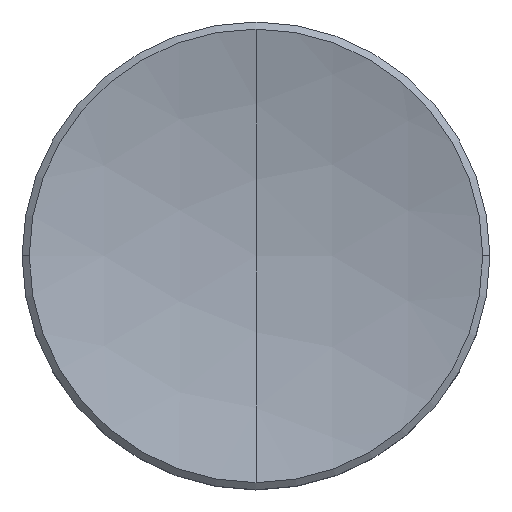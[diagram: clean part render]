
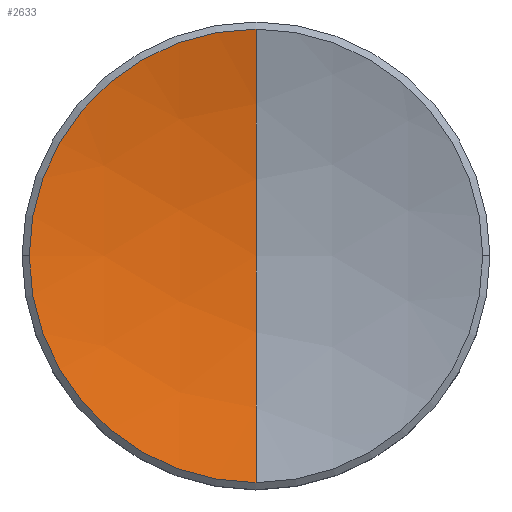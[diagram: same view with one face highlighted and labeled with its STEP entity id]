
A CAD part, top view. The second image highlights one B-rep face of the part: STEP entity #2633.
In plain terms, the highlighted spherical face has radius 24 mm.
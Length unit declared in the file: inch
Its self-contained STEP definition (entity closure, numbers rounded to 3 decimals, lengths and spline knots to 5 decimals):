
#2411 = EDGE_CURVE ( 'NONE', #2688, #2434, #16653, .T. ) ;
#2412 = ORIENTED_EDGE ( 'NONE', *, *, #2445, .F. ) ;
#2434 = VERTEX_POINT ( 'NONE', #16815 ) ;
#2435 = ORIENTED_EDGE ( 'NONE', *, *, #2411, .T. ) ;
#2445 = EDGE_CURVE ( 'NONE', #2638, #2434, #16663, .T. ) ;
#2633 = ADVANCED_FACE ( 'NONE', ( #18217 ), #18261, .F. ) ;
#2635 = EDGE_LOOP ( 'NONE', ( #2669, #2670, #2435, #2412 ) ) ;
#2637 = VERTEX_POINT ( 'NONE', #18242 ) ;
#2638 = VERTEX_POINT ( 'NONE', #18239 ) ;
#2641 = EDGE_CURVE ( 'NONE', #2638, #2637, #18561, .T. ) ;
#2669 = ORIENTED_EDGE ( 'NONE', *, *, #2641, .T. ) ;
#2670 = ORIENTED_EDGE ( 'NONE', *, *, #2687, .T. ) ;
#2687 = EDGE_CURVE ( 'NONE', #2637, #2688, #18816, .T. ) ;
#2688 = VERTEX_POINT ( 'NONE', #18775 ) ;
#16643 = DIRECTION ( 'NONE',  ( 0., 1., 0. ) ) ;
#16644 = DIRECTION ( 'NONE',  ( 1., 0., 0. ) ) ;
#16645 = CARTESIAN_POINT ( 'NONE',  ( 0., 0., 1.00394 ) ) ;
#16646 = AXIS2_PLACEMENT_3D ( 'NONE', #16645, #16644, #16643 ) ;
#16653 = CIRCLE ( 'NONE', #16646, 0.94488 ) ;
#16662 = AXIS2_PLACEMENT_3D ( 'NONE', #16666, #16683, #16682 ) ;
#16663 = CIRCLE ( 'NONE', #16662, 0.94488 ) ;
#16666 = CARTESIAN_POINT ( 'NONE',  ( 0., 0., 1.00394 ) ) ;
#16682 = DIRECTION ( 'NONE',  ( 0., 0., 1. ) ) ;
#16683 = DIRECTION ( 'NONE',  ( -1., 0., 0. ) ) ;
#16815 = CARTESIAN_POINT ( 'NONE',  ( 0., 0., 0.05906 ) ) ;
#18217 = FACE_OUTER_BOUND ( 'NONE', #2635, .T. ) ;
#18229 = CARTESIAN_POINT ( 'NONE',  ( 0., 0., 1.00394 ) ) ;
#18239 = CARTESIAN_POINT ( 'NONE',  ( 0., 0.24237, 0.09067 ) ) ;
#18242 = CARTESIAN_POINT ( 'NONE',  ( -0.24237, 0., 0.09067 ) ) ;
#18244 = DIRECTION ( 'NONE',  ( 0., 1., 0. ) ) ;
#18258 = DIRECTION ( 'NONE',  ( 1., 0., 0. ) ) ;
#18259 = AXIS2_PLACEMENT_3D ( 'NONE', #18229, #18258, #18244 ) ;
#18261 = SPHERICAL_SURFACE ( 'NONE', #18259, 0.94488 ) ;
#18554 = DIRECTION ( 'NONE',  ( 1., 0., 0. ) ) ;
#18561 = CIRCLE ( 'NONE', #18599, 0.24237 ) ;
#18599 = AXIS2_PLACEMENT_3D ( 'NONE', #18631, #18650, #18554 ) ;
#18631 = CARTESIAN_POINT ( 'NONE',  ( 0., 0., 0.09067 ) ) ;
#18650 = DIRECTION ( 'NONE',  ( 0., 0., 1. ) ) ;
#18775 = CARTESIAN_POINT ( 'NONE',  ( 0., -0.24237, 0.09067 ) ) ;
#18776 = DIRECTION ( 'NONE',  ( 1., 0., 0. ) ) ;
#18777 = DIRECTION ( 'NONE',  ( 0., 0., 1. ) ) ;
#18778 = AXIS2_PLACEMENT_3D ( 'NONE', #18815, #18777, #18776 ) ;
#18815 = CARTESIAN_POINT ( 'NONE',  ( 0., 0., 0.09067 ) ) ;
#18816 = CIRCLE ( 'NONE', #18778, 0.24237 ) ;
